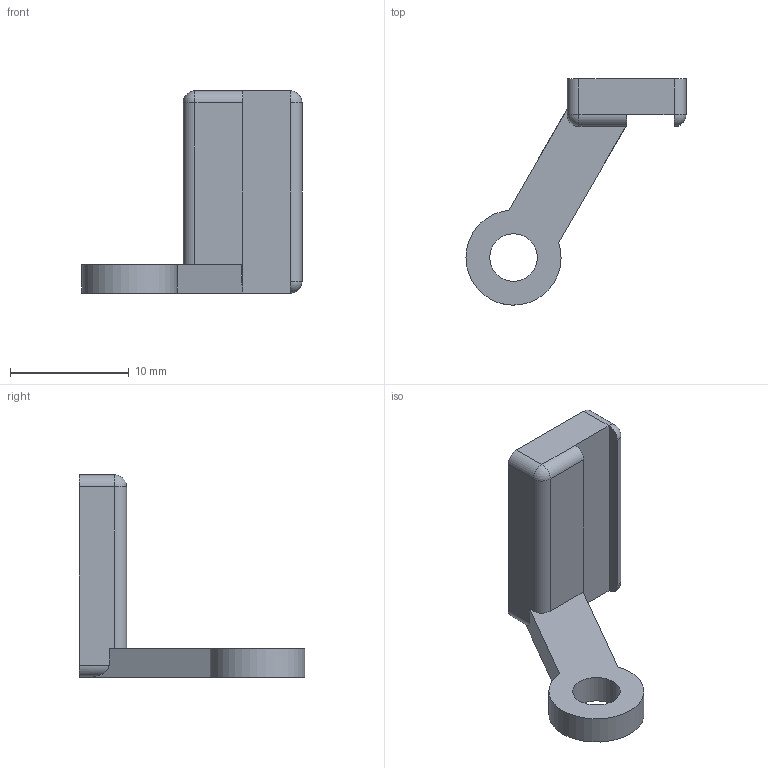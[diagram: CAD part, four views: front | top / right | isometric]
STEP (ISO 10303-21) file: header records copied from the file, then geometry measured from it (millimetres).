
FILE_DESCRIPTION(('FreeCAD Model'),'2;1');
FILE_NAME('R_XSensorMount.step', '2018-11-15T21:27:21',('Author'),(''), 'Open CASCADE STEP processor 7.2','FreeCAD','Unknown');
FILE_SCHEMA(('AUTOMOTIVE_DESIGN_CC2 { 1 2 10303 214 -1 1 5 4 }'));
Length unit declared in the file: millimetre
Products named in the file (1): Cut002_(Mirror_#1)
Bounding box: 18.5 x 19 x 17 mm (x, y, z)
Volume: 802.1 mm3; surface area: 837.9 mm2
Topology: 1 solids, 1 shells, 25 faces, 64 edges, 38 vertices
Faces by surface type: plane 12, cylinder 10, sphere 3
Full cylindrical faces by diameter (mm): 4 x1
Entity records: 1700 total; most frequent: CARTESIAN_POINT 539, DIRECTION 194, ORIENTED_EDGE 122, PCURVE 122, DEFINITIONAL_REPRESENTATION 122, LINE 92, VECTOR 92, EDGE_CURVE 61
